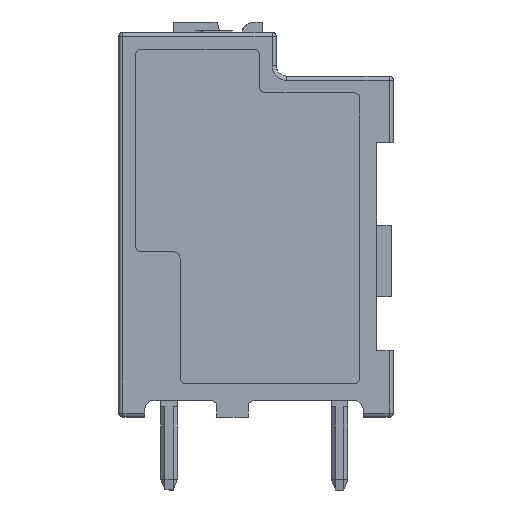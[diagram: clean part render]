
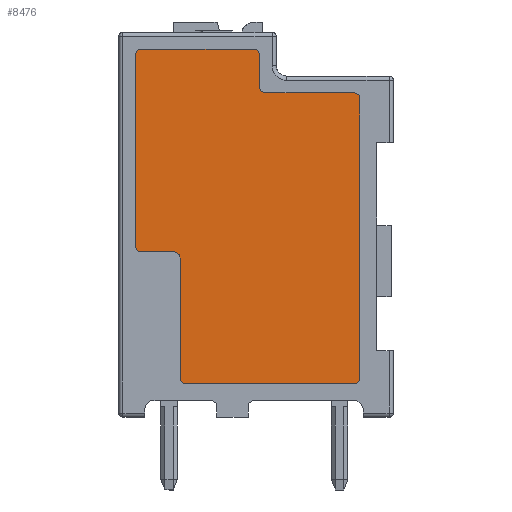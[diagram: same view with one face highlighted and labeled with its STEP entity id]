
A CAD part, left-side view. The second image highlights one B-rep face of the part: STEP entity #8476.
In plain terms, the highlighted planar face has unit normal (-1, 0, 0).
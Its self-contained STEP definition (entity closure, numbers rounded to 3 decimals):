
#86=AXIS2_PLACEMENT_3D('Circle Axis2P3D',#84,#85,$) ;
#191=AXIS2_PLACEMENT_3D('Circle Axis2P3D',#189,#190,$) ;
#273=AXIS2_PLACEMENT_3D('Circle Axis2P3D',#271,#272,$) ;
#8268=AXIS2_PLACEMENT_3D('Circle Axis2P3D',#8266,#8267,$) ;
#8318=AXIS2_PLACEMENT_3D('Circle Axis2P3D',#8316,#8317,$) ;
#8386=AXIS2_PLACEMENT_3D('Circle Axis2P3D',#8384,#8385,$) ;
#8404=AXIS2_PLACEMENT_3D('Circle Axis2P3D',#8402,#8403,$) ;
#8442=AXIS2_PLACEMENT_3D('Circle Axis2P3D',#8440,#8441,$) ;
#8456=AXIS2_PLACEMENT_3D('Plane Axis2P3D',#8453,#8454,#8455) ;
#40=CARTESIAN_POINT('Vertex',(0.8,12.4,11.75)) ;
#45=CARTESIAN_POINT('Line Origine',(0.8,12.4,16.325)) ;
#49=CARTESIAN_POINT('Vertex',(0.8,12.4,20.9)) ;
#84=CARTESIAN_POINT('Axis2P3D Location',(0.8,12.1,11.75)) ;
#88=CARTESIAN_POINT('Vertex',(0.8,12.1,11.45)) ;
#116=CARTESIAN_POINT('Line Origine',(0.8,11.325,11.45)) ;
#120=CARTESIAN_POINT('Vertex',(0.8,10.55,11.45)) ;
#148=CARTESIAN_POINT('Line Origine',(0.8,10.25,8.275)) ;
#152=CARTESIAN_POINT('Vertex',(0.8,10.25,11.15)) ;
#154=CARTESIAN_POINT('Vertex',(0.8,10.25,5.4)) ;
#189=CARTESIAN_POINT('Axis2P3D Location',(0.8,9.95,5.4)) ;
#193=CARTESIAN_POINT('Vertex',(0.8,9.95,5.1)) ;
#227=CARTESIAN_POINT('Vertex',(0.8,1.6,5.4)) ;
#241=CARTESIAN_POINT('Vertex',(0.8,1.6,18.8)) ;
#244=CARTESIAN_POINT('Line Origine',(0.8,1.6,12.1)) ;
#268=CARTESIAN_POINT('Vertex',(0.8,6.43,19.4)) ;
#271=CARTESIAN_POINT('Axis2P3D Location',(0.8,6.13,19.4)) ;
#275=CARTESIAN_POINT('Vertex',(0.8,6.13,19.1)) ;
#8266=CARTESIAN_POINT('Axis2P3D Location',(0.8,12.1,20.9)) ;
#8270=CARTESIAN_POINT('Vertex',(0.8,12.1,21.2)) ;
#8291=CARTESIAN_POINT('Line Origine',(0.8,9.415,21.2)) ;
#8295=CARTESIAN_POINT('Vertex',(0.8,6.73,21.2)) ;
#8316=CARTESIAN_POINT('Axis2P3D Location',(0.8,6.73,20.9)) ;
#8320=CARTESIAN_POINT('Vertex',(0.8,6.43,20.9)) ;
#8341=CARTESIAN_POINT('Line Origine',(0.8,6.43,20.15)) ;
#8359=CARTESIAN_POINT('Line Origine',(0.8,4.015,19.1)) ;
#8363=CARTESIAN_POINT('Vertex',(0.8,1.9,19.1)) ;
#8384=CARTESIAN_POINT('Axis2P3D Location',(0.8,1.9,18.8)) ;
#8402=CARTESIAN_POINT('Axis2P3D Location',(0.8,1.9,5.4)) ;
#8406=CARTESIAN_POINT('Vertex',(0.8,1.9,5.1)) ;
#8422=CARTESIAN_POINT('Line Origine',(0.8,5.925,5.1)) ;
#8440=CARTESIAN_POINT('Axis2P3D Location',(0.8,10.55,11.15)) ;
#8453=CARTESIAN_POINT('Axis2P3D Location',(0.8,21.33,-6.45)) ;
#46=DIRECTION('Vector Direction',(0.,0.,-1.)) ;
#85=DIRECTION('Axis2P3D Direction',(-1.,0.,0.)) ;
#117=DIRECTION('Vector Direction',(0.,-1.,0.)) ;
#149=DIRECTION('Vector Direction',(0.,0.,-1.)) ;
#190=DIRECTION('Axis2P3D Direction',(-1.,0.,0.)) ;
#245=DIRECTION('Vector Direction',(0.,0.,1.)) ;
#272=DIRECTION('Axis2P3D Direction',(1.,0.,0.)) ;
#8267=DIRECTION('Axis2P3D Direction',(1.,0.,0.)) ;
#8292=DIRECTION('Vector Direction',(0.,-1.,0.)) ;
#8317=DIRECTION('Axis2P3D Direction',(1.,0.,-0.)) ;
#8342=DIRECTION('Vector Direction',(0.,0.,-1.)) ;
#8360=DIRECTION('Vector Direction',(0.,-1.,0.)) ;
#8385=DIRECTION('Axis2P3D Direction',(1.,0.,-0.)) ;
#8403=DIRECTION('Axis2P3D Direction',(1.,0.,0.)) ;
#8423=DIRECTION('Vector Direction',(0.,1.,0.)) ;
#8441=DIRECTION('Axis2P3D Direction',(-1.,0.,0.)) ;
#8454=DIRECTION('Axis2P3D Direction',(-1.,0.,0.)) ;
#8455=DIRECTION('Axis2P3D XDirection',(0.,-1.,0.)) ;
#47=VECTOR('Line Direction',#46,1.) ;
#118=VECTOR('Line Direction',#117,1.) ;
#150=VECTOR('Line Direction',#149,1.) ;
#246=VECTOR('Line Direction',#245,1.) ;
#8293=VECTOR('Line Direction',#8292,1.) ;
#8343=VECTOR('Line Direction',#8342,1.) ;
#8361=VECTOR('Line Direction',#8360,1.) ;
#8424=VECTOR('Line Direction',#8423,1.) ;
#8459=ORIENTED_EDGE('',*,*,#51,.T.) ;
#8460=ORIENTED_EDGE('',*,*,#90,.T.) ;
#8461=ORIENTED_EDGE('',*,*,#122,.T.) ;
#8462=ORIENTED_EDGE('',*,*,#8444,.F.) ;
#8463=ORIENTED_EDGE('',*,*,#156,.T.) ;
#8464=ORIENTED_EDGE('',*,*,#195,.T.) ;
#8465=ORIENTED_EDGE('',*,*,#8426,.F.) ;
#8466=ORIENTED_EDGE('',*,*,#8408,.F.) ;
#8467=ORIENTED_EDGE('',*,*,#248,.T.) ;
#8468=ORIENTED_EDGE('',*,*,#8388,.F.) ;
#8469=ORIENTED_EDGE('',*,*,#8365,.F.) ;
#8470=ORIENTED_EDGE('',*,*,#277,.T.) ;
#8471=ORIENTED_EDGE('',*,*,#8345,.F.) ;
#8472=ORIENTED_EDGE('',*,*,#8322,.F.) ;
#8473=ORIENTED_EDGE('',*,*,#8297,.F.) ;
#8474=ORIENTED_EDGE('',*,*,#8272,.F.) ;
#8476=ADVANCED_FACE('model',(#8475),#8457,.T.) ;
#87=CIRCLE('generated circle',#86,0.3) ;
#192=CIRCLE('generated circle',#191,0.3) ;
#274=CIRCLE('generated circle',#273,0.3) ;
#8269=CIRCLE('generated circle',#8268,0.3) ;
#8319=CIRCLE('generated circle',#8318,0.3) ;
#8387=CIRCLE('generated circle',#8386,0.3) ;
#8405=CIRCLE('generated circle',#8404,0.3) ;
#8443=CIRCLE('generated circle',#8442,0.3) ;
#51=EDGE_CURVE('',#50,#41,#48,.T.) ;
#90=EDGE_CURVE('',#41,#89,#87,.T.) ;
#122=EDGE_CURVE('',#89,#121,#119,.T.) ;
#156=EDGE_CURVE('',#153,#155,#151,.T.) ;
#195=EDGE_CURVE('',#155,#194,#192,.T.) ;
#248=EDGE_CURVE('',#228,#242,#247,.T.) ;
#277=EDGE_CURVE('',#276,#269,#274,.T.) ;
#8272=EDGE_CURVE('',#50,#8271,#8269,.T.) ;
#8297=EDGE_CURVE('',#8271,#8296,#8294,.T.) ;
#8322=EDGE_CURVE('',#8296,#8321,#8319,.T.) ;
#8345=EDGE_CURVE('',#8321,#269,#8344,.T.) ;
#8365=EDGE_CURVE('',#276,#8364,#8362,.T.) ;
#8388=EDGE_CURVE('',#8364,#242,#8387,.T.) ;
#8408=EDGE_CURVE('',#228,#8407,#8405,.T.) ;
#8426=EDGE_CURVE('',#8407,#194,#8425,.T.) ;
#8444=EDGE_CURVE('',#153,#121,#8443,.T.) ;
#8458=EDGE_LOOP('',(#8459,#8460,#8461,#8462,#8463,#8464,#8465,#8466,#8467,#8468,#8469,#8470,#8471,#8472,#8473,#8474)) ;
#8475=FACE_OUTER_BOUND('',#8458,.T.) ;
#48=LINE('Line',#45,#47) ;
#119=LINE('Line',#116,#118) ;
#151=LINE('Line',#148,#150) ;
#247=LINE('Line',#244,#246) ;
#8294=LINE('Line',#8291,#8293) ;
#8344=LINE('Line',#8341,#8343) ;
#8362=LINE('Line',#8359,#8361) ;
#8425=LINE('Line',#8422,#8424) ;
#8457=PLANE('',#8456) ;
#41=VERTEX_POINT('',#40) ;
#50=VERTEX_POINT('',#49) ;
#89=VERTEX_POINT('',#88) ;
#121=VERTEX_POINT('',#120) ;
#153=VERTEX_POINT('',#152) ;
#155=VERTEX_POINT('',#154) ;
#194=VERTEX_POINT('',#193) ;
#228=VERTEX_POINT('',#227) ;
#242=VERTEX_POINT('',#241) ;
#269=VERTEX_POINT('',#268) ;
#276=VERTEX_POINT('',#275) ;
#8271=VERTEX_POINT('',#8270) ;
#8296=VERTEX_POINT('',#8295) ;
#8321=VERTEX_POINT('',#8320) ;
#8364=VERTEX_POINT('',#8363) ;
#8407=VERTEX_POINT('',#8406) ;
